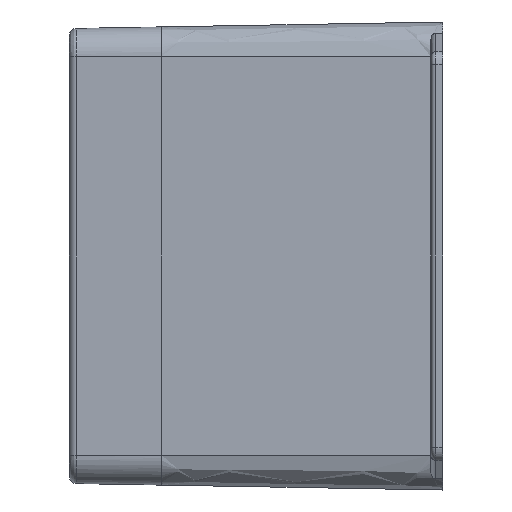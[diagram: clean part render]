
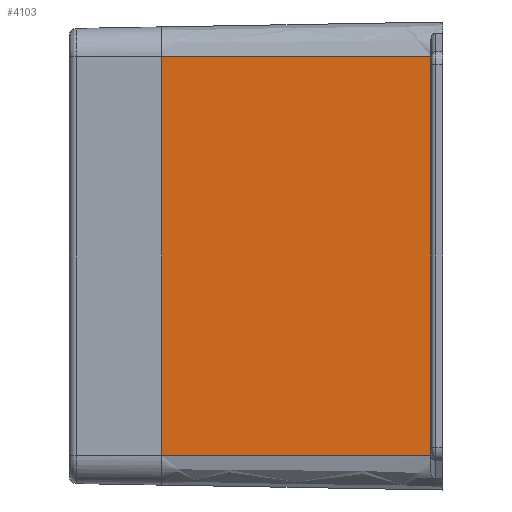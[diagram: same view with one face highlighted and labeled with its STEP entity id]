
A CAD part, left-side view. The second image highlights one B-rep face of the part: STEP entity #4103.
In plain terms, the highlighted planar face has unit normal (-1, 0.018, 0).
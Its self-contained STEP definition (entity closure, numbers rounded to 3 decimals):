
#1681 = EDGE_LOOP ( 'NONE', ( #3607, #3610, #3609, #3611 ) ) ;
#3079 = VERTEX_POINT ( 'NONE', #12645 ) ;
#3082 = VERTEX_POINT ( 'NONE', #12648 ) ;
#3083 = VERTEX_POINT ( 'NONE', #12649 ) ;
#3084 = VERTEX_POINT ( 'NONE', #12650 ) ;
#3607 = ORIENTED_EDGE ( 'NONE', *, *, #4068, .F. ) ;
#3609 = ORIENTED_EDGE ( 'NONE', *, *, #4066, .T. ) ;
#3610 = ORIENTED_EDGE ( 'NONE', *, *, #4067, .T. ) ;
#3611 = ORIENTED_EDGE ( 'NONE', *, *, #4069, .T. ) ;
#4066 = EDGE_CURVE ( 'NONE', #3079, #3082, #14312, .T. ) ;
#4067 = EDGE_CURVE ( 'NONE', #3083, #3079, #14315, .T. ) ;
#4068 = EDGE_CURVE ( 'NONE', #3083, #3084, #14318, .T. ) ;
#4069 = EDGE_CURVE ( 'NONE', #3082, #3084, #14321, .T. ) ;
#4103 = ADVANCED_FACE ( 'NONE', ( #15034 ), #14467, .T. ) ;
#12645 = CARTESIAN_POINT ( 'NONE',  ( -80.771, -18.5, 43.251 ) ) ;
#12648 = CARTESIAN_POINT ( 'NONE',  ( -79.75, 40., 43.251 ) ) ;
#12649 = CARTESIAN_POINT ( 'NONE',  ( -80.771, -18.5, -43.251 ) ) ;
#12650 = CARTESIAN_POINT ( 'NONE',  ( -79.75, 40., -43.251 ) ) ;
#14312 = LINE ( 'NONE', #14313, #15019 ) ;
#14313 = CARTESIAN_POINT ( 'NONE',  ( -79.75, 40., 43.251 ) ) ;
#14314 = DIRECTION ( 'NONE',  ( 0.017, 1., 0. ) ) ;
#14315 = LINE ( 'NONE', #14316, #15020 ) ;
#14316 = CARTESIAN_POINT ( 'NONE',  ( -80.771, -18.5, 43.251 ) ) ;
#14317 = DIRECTION ( 'NONE',  ( 0., 0., 1. ) ) ;
#14318 = LINE ( 'NONE', #14319, #15021 ) ;
#14319 = CARTESIAN_POINT ( 'NONE',  ( -79.75, 40., -43.251 ) ) ;
#14320 = DIRECTION ( 'NONE',  ( 0.017, 1., 0. ) ) ;
#14321 = LINE ( 'NONE', #14322, #15022 ) ;
#14322 = CARTESIAN_POINT ( 'NONE',  ( -79.75, 40., 43.251 ) ) ;
#14323 = DIRECTION ( 'NONE',  ( 0., 0., -1. ) ) ;
#14467 = PLANE ( 'NONE',  #15057 ) ;
#14468 = CARTESIAN_POINT ( 'NONE',  ( -79.75, 40., 43.251 ) ) ;
#14469 = DIRECTION ( 'NONE',  ( -1., 0.017, 0. ) ) ;
#14470 = DIRECTION ( 'NONE',  ( -0.017, -1., 0. ) ) ;
#15019 = VECTOR ( 'NONE', #14314, 1000. ) ;
#15020 = VECTOR ( 'NONE', #14317, 1000. ) ;
#15021 = VECTOR ( 'NONE', #14320, 1000. ) ;
#15022 = VECTOR ( 'NONE', #14323, 1000. ) ;
#15034 = FACE_OUTER_BOUND ( 'NONE', #1681, .T. ) ;
#15057 = AXIS2_PLACEMENT_3D ( 'NONE', #14468, #14469, #14470 ) ;
